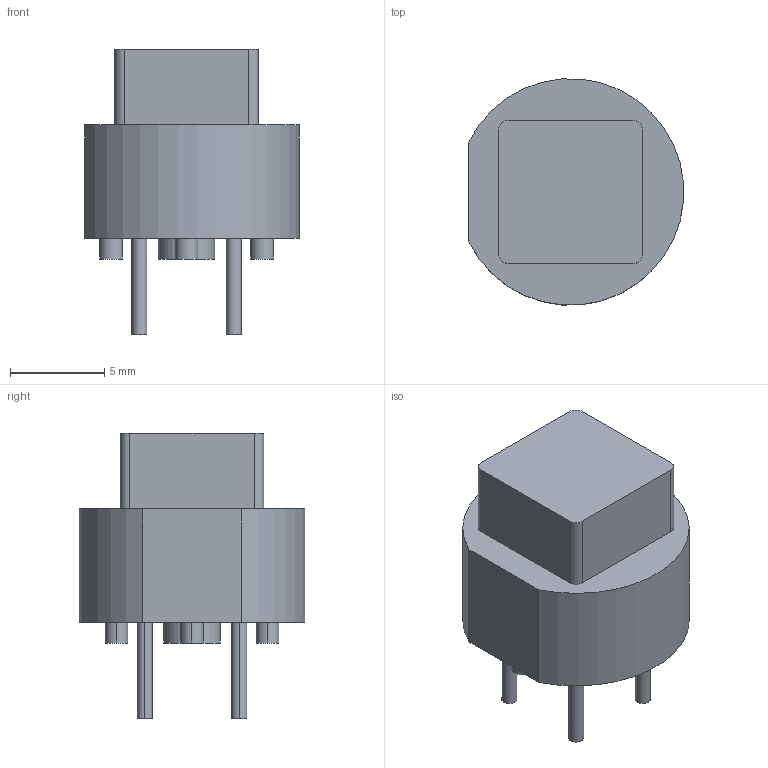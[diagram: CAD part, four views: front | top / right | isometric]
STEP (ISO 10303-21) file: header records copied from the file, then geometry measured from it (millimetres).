
FILE_DESCRIPTION (( 'STEP AP214' ), '1' );
FILE_NAME ('SW_push_5mm_blue.STEP', '2019-08-24T19:14:33', ( '' ), ( '' ), 'SwSTEP 2.0', 'SolidWorks 2018', '' );
FILE_SCHEMA (( 'AUTOMOTIVE_DESIGN' ));
Length unit declared in the file: millimetre
Products named in the file (1): SW_push_5mm_blue
Bounding box: 11.38 x 11.96 x 15.1 mm (x, y, z)
Volume: 911.5 mm3; surface area: 650.3 mm2
Topology: 1 solids, 1 shells, 43 faces, 90 edges, 60 vertices
Faces by surface type: cylinder 24, plane 19
Entity records: 1657 total; most frequent: DIRECTION 226, CARTESIAN_POINT 194, ORIENTED_EDGE 180, AXIS2_PLACEMENT_3D 92, EDGE_CURVE 90, VERTEX_POINT 60, EDGE_LOOP 54, CIRCLE 48
